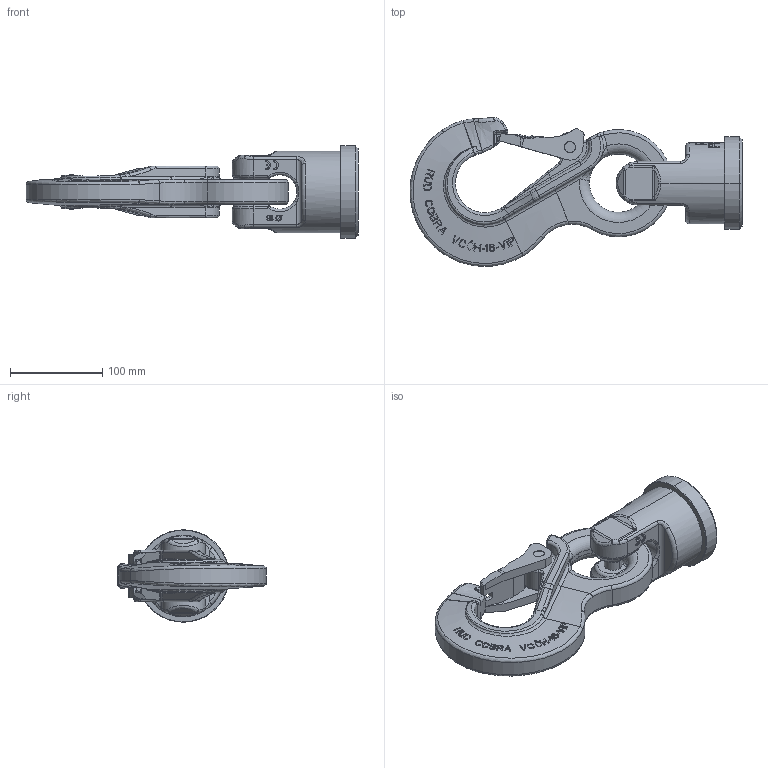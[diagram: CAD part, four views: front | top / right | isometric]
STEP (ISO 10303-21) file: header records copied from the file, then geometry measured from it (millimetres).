
FILE_DESCRIPTION((''),'2;1');
FILE_NAME('001-M31342-P-40_ASM','2019-04-29T',('anja.joas'),(''),'PRO/ENGINEER BY PARAMETRIC TECHNOLOGY CORPORATION, 2011490','PRO/ENGINEER BY PARAMETRIC TECHNOLOGY CORPORATION, 2011490','');
FILE_SCHEMA(('CONFIG_CONTROL_DESIGN'));
Products named in the file (6): 001-M31342-P-20_AF0; 001-M31342-P-50; 001-M31476-P-01; 001-M31477-001; 001-M31476-P-01_ASM; 001-M31342-P-40_ASM
Assembly tree (5 placements, depth 3):
  001-M31342-P-40_ASM
    001-M31342-P-20_AF0
    001-M31342-P-50
    001-M31476-P-01_ASM
      001-M31476-P-01
      001-M31477-001
Bounding box: 358.99 x 160.96 x 100 mm (x, y, z)
Volume: 1286915.9 mm3; surface area: 160263.6 mm2
Topology: 4 solids, 4 shells, 1387 faces, 3697 edges, 2350 vertices
Faces by surface type: plane 891, bspline 280, cylinder 136, sphere 40, torus 32, cone 8
Entity records: 67242 total; most frequent: CARTESIAN_POINT 36763, ORIENTED_EDGE 7330, DIRECTION 4763, EDGE_CURVE 3665, VERTEX_POINT 2350, B_SPLINE_CURVE_WITH_KNOTS 1668, AXIS2_PLACEMENT_3D 1646, VECTOR 1471
